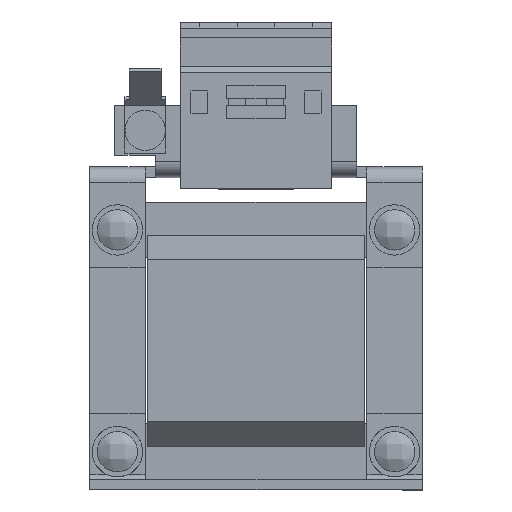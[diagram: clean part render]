
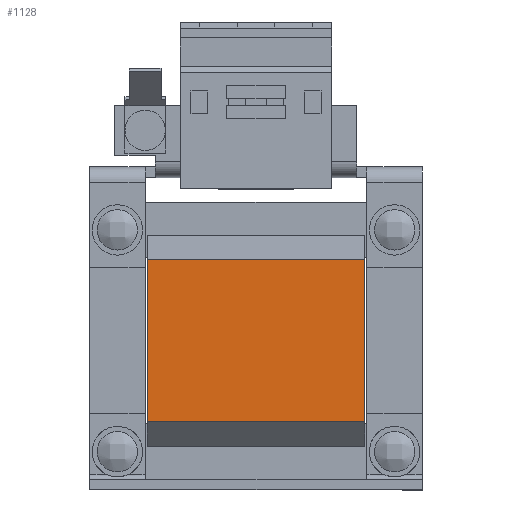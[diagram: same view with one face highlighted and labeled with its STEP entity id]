
A CAD part, top view. The second image highlights one B-rep face of the part: STEP entity #1128.
In plain terms, the highlighted planar face has unit normal (0, 0, 1).
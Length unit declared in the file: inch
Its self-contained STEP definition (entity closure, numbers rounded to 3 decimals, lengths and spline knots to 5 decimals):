
#166 = EDGE_CURVE ( 'NONE', #420, #4661, #417, .T. ) ;
#417 = LINE ( 'NONE', #6735, #8251 ) ;
#420 = VERTEX_POINT ( 'NONE', #4214 ) ;
#761 = LINE ( 'NONE', #6301, #4891 ) ;
#805 = DIRECTION ( 'NONE',  ( -1., 0., 0. ) ) ;
#1128 = ADVANCED_FACE ( 'NONE', ( #8166 ), #6437, .F. ) ;
#1494 = DIRECTION ( 'NONE',  ( -1., 0., 0. ) ) ;
#1759 = DIRECTION ( 'NONE',  ( 0., -1., 0. ) ) ;
#2111 = CARTESIAN_POINT ( 'NONE',  ( 0.85138, 0.63386, 1.18898 ) ) ;
#3219 = EDGE_CURVE ( 'NONE', #420, #3277, #5677, .T. ) ;
#3277 = VERTEX_POINT ( 'NONE', #3426 ) ;
#3391 = CARTESIAN_POINT ( 'NONE',  ( 0.85138, -0.63386, 1.18898 ) ) ;
#3426 = CARTESIAN_POINT ( 'NONE',  ( -0.85138, -0.63386, 1.18898 ) ) ;
#3471 = EDGE_CURVE ( 'NONE', #3840, #3277, #761, .T. ) ;
#3840 = VERTEX_POINT ( 'NONE', #3391 ) ;
#3920 = AXIS2_PLACEMENT_3D ( 'NONE', #7375, #8052, #805 ) ;
#4211 = CARTESIAN_POINT ( 'NONE',  ( -0.85138, 0., 1.18898 ) ) ;
#4214 = CARTESIAN_POINT ( 'NONE',  ( -0.85138, 0.63386, 1.18898 ) ) ;
#4432 = EDGE_LOOP ( 'NONE', ( #7260, #8777, #9672, #9664 ) ) ;
#4661 = VERTEX_POINT ( 'NONE', #2111 ) ;
#4891 = VECTOR ( 'NONE', #1494, 39.37008 ) ;
#5223 = DIRECTION ( 'NONE',  ( 1., 0., 0. ) ) ;
#5677 = LINE ( 'NONE', #4211, #9728 ) ;
#6301 = CARTESIAN_POINT ( 'NONE',  ( 0.85138, -0.63386, 1.18898 ) ) ;
#6437 = PLANE ( 'NONE',  #3920 ) ;
#6735 = CARTESIAN_POINT ( 'NONE',  ( 0.85138, 0.63386, 1.18898 ) ) ;
#6926 = VECTOR ( 'NONE', #7303, 39.37008 ) ;
#7260 = ORIENTED_EDGE ( 'NONE', *, *, #3471, .F. ) ;
#7303 = DIRECTION ( 'NONE',  ( 0., -1., 0. ) ) ;
#7375 = CARTESIAN_POINT ( 'NONE',  ( 0.85138, 0.63386, 1.18898 ) ) ;
#7945 = EDGE_CURVE ( 'NONE', #4661, #3840, #9707, .T. ) ;
#8052 = DIRECTION ( 'NONE',  ( 0., 0., -1. ) ) ;
#8166 = FACE_OUTER_BOUND ( 'NONE', #4432, .T. ) ;
#8251 = VECTOR ( 'NONE', #5223, 39.37008 ) ;
#8777 = ORIENTED_EDGE ( 'NONE', *, *, #7945, .F. ) ;
#8980 = CARTESIAN_POINT ( 'NONE',  ( 0.85138, 0., 1.18898 ) ) ;
#9664 = ORIENTED_EDGE ( 'NONE', *, *, #3219, .T. ) ;
#9672 = ORIENTED_EDGE ( 'NONE', *, *, #166, .F. ) ;
#9707 = LINE ( 'NONE', #8980, #6926 ) ;
#9728 = VECTOR ( 'NONE', #1759, 39.37008 ) ;
